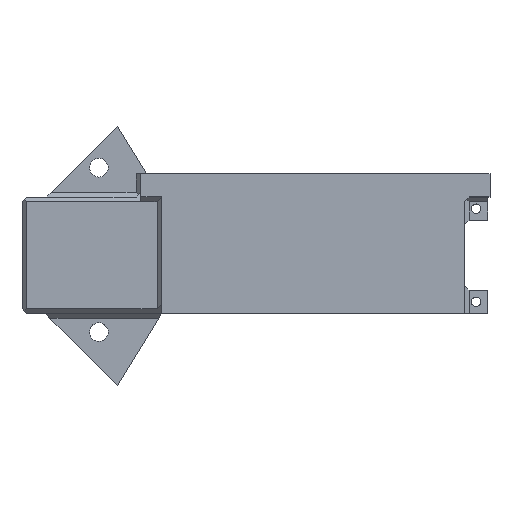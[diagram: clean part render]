
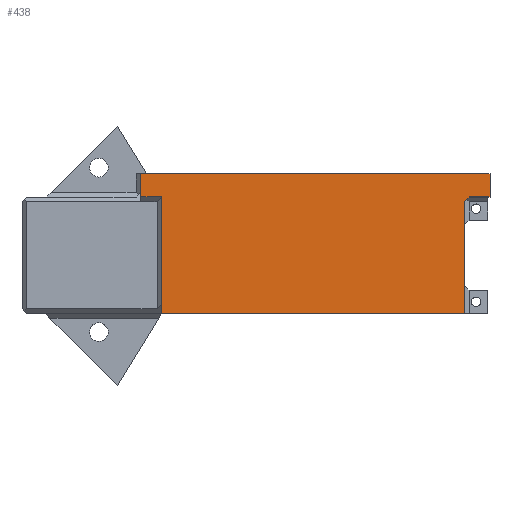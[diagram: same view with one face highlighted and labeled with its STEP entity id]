
A CAD part, top view. The second image highlights one B-rep face of the part: STEP entity #438.
In plain terms, the highlighted planar face has unit normal (0, 0, 1).
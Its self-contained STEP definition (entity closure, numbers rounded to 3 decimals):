
#21 = LINE ( 'NONE', #1520, #1248 ) ;
#25 = CARTESIAN_POINT ( 'NONE',  ( 25.322, 24., 26.747 ) ) ;
#27 = LINE ( 'NONE', #74, #1350 ) ;
#28 = DIRECTION ( 'NONE',  ( 0.707, 0.707, 0. ) ) ;
#74 = CARTESIAN_POINT ( 'NONE',  ( 30.822, 25., 26.747 ) ) ;
#81 = ORIENTED_EDGE ( 'NONE', *, *, #1415, .T. ) ;
#117 = EDGE_LOOP ( 'NONE', ( #579, #1829, #2217, #81, #2277, #2395, #330, #2042, #812 ) ) ;
#197 = LINE ( 'NONE', #1180, #315 ) ;
#215 = VECTOR ( 'NONE', #1960, 1000. ) ;
#239 = CARTESIAN_POINT ( 'NONE',  ( -39.678, 0., 26.747 ) ) ;
#242 = VECTOR ( 'NONE', #28, 1000. ) ;
#315 = VECTOR ( 'NONE', #1403, 1000. ) ;
#317 = DIRECTION ( 'NONE',  ( 0., 1., 0. ) ) ;
#330 = ORIENTED_EDGE ( 'NONE', *, *, #1914, .F. ) ;
#375 = EDGE_CURVE ( 'NONE', #981, #840, #770, .T. ) ;
#389 = VECTOR ( 'NONE', #730, 1000. ) ;
#438 = ADVANCED_FACE ( 'NONE', ( #2308 ), #1655, .F. ) ;
#444 = CARTESIAN_POINT ( 'NONE',  ( 26.322, 25., 26.747 ) ) ;
#445 = EDGE_CURVE ( 'NONE', #1255, #1004, #27, .T. ) ;
#461 = LINE ( 'NONE', #501, #2823 ) ;
#471 = CARTESIAN_POINT ( 'NONE',  ( 15.661, 14.339, 26.747 ) ) ;
#501 = CARTESIAN_POINT ( 'NONE',  ( -39.678, 25., 26.747 ) ) ;
#524 = CARTESIAN_POINT ( 'NONE',  ( 25.322, 30., 26.747 ) ) ;
#527 = DIRECTION ( 'NONE',  ( -1., 0., 0. ) ) ;
#552 = CARTESIAN_POINT ( 'NONE',  ( 0., 30., 26.747 ) ) ;
#579 = ORIENTED_EDGE ( 'NONE', *, *, #1470, .T. ) ;
#713 = DIRECTION ( 'NONE',  ( 1., 0., 0. ) ) ;
#730 = DIRECTION ( 'NONE',  ( 0., -1., 0. ) ) ;
#732 = CARTESIAN_POINT ( 'NONE',  ( 30.822, 30., 26.747 ) ) ;
#758 = DIRECTION ( 'NONE',  ( 0., 0., -1. ) ) ;
#770 = LINE ( 'NONE', #471, #242 ) ;
#783 = CARTESIAN_POINT ( 'NONE',  ( 30.822, 25., 26.747 ) ) ;
#812 = ORIENTED_EDGE ( 'NONE', *, *, #1374, .T. ) ;
#840 = VERTEX_POINT ( 'NONE', #444 ) ;
#981 = VERTEX_POINT ( 'NONE', #25 ) ;
#1004 = VERTEX_POINT ( 'NONE', #732 ) ;
#1055 = VERTEX_POINT ( 'NONE', #2542 ) ;
#1180 = CARTESIAN_POINT ( 'NONE',  ( 0., 30., 26.747 ) ) ;
#1248 = VECTOR ( 'NONE', #1743, 1000. ) ;
#1255 = VERTEX_POINT ( 'NONE', #783 ) ;
#1270 = CARTESIAN_POINT ( 'NONE',  ( -44.178, 25., 26.747 ) ) ;
#1320 = CARTESIAN_POINT ( 'NONE',  ( 25.322, 0., 26.747 ) ) ;
#1330 = AXIS2_PLACEMENT_3D ( 'NONE', #552, #758, #527 ) ;
#1350 = VECTOR ( 'NONE', #317, 1000. ) ;
#1370 = VERTEX_POINT ( 'NONE', #2207 ) ;
#1374 = EDGE_CURVE ( 'NONE', #1055, #2869, #2342, .T. ) ;
#1403 = DIRECTION ( 'NONE',  ( 1., 0., 0. ) ) ;
#1414 = VERTEX_POINT ( 'NONE', #1320 ) ;
#1415 = EDGE_CURVE ( 'NONE', #840, #1255, #21, .T. ) ;
#1470 = EDGE_CURVE ( 'NONE', #2869, #1414, #2260, .T. ) ;
#1520 = CARTESIAN_POINT ( 'NONE',  ( 25.322, 25., 26.747 ) ) ;
#1545 = CARTESIAN_POINT ( 'NONE',  ( 0., 0., 26.747 ) ) ;
#1655 = PLANE ( 'NONE',  #1330 ) ;
#1672 = VECTOR ( 'NONE', #1974, 1000. ) ;
#1729 = VECTOR ( 'NONE', #2894, 1000. ) ;
#1733 = CARTESIAN_POINT ( 'NONE',  ( -39.678, 30., 26.747 ) ) ;
#1742 = EDGE_CURVE ( 'NONE', #2355, #1004, #197, .T. ) ;
#1743 = DIRECTION ( 'NONE',  ( 1., 0., 0. ) ) ;
#1829 = ORIENTED_EDGE ( 'NONE', *, *, #2387, .F. ) ;
#1914 = EDGE_CURVE ( 'NONE', #1370, #2355, #2698, .T. ) ;
#1960 = DIRECTION ( 'NONE',  ( 0., 1., 0. ) ) ;
#1974 = DIRECTION ( 'NONE',  ( 1., 0., 0. ) ) ;
#2042 = ORIENTED_EDGE ( 'NONE', *, *, #2619, .T. ) ;
#2094 = CARTESIAN_POINT ( 'NONE',  ( -44.178, 30., 26.747 ) ) ;
#2207 = CARTESIAN_POINT ( 'NONE',  ( -44.178, 25., 26.747 ) ) ;
#2217 = ORIENTED_EDGE ( 'NONE', *, *, #375, .T. ) ;
#2260 = LINE ( 'NONE', #1545, #1672 ) ;
#2277 = ORIENTED_EDGE ( 'NONE', *, *, #445, .T. ) ;
#2308 = FACE_OUTER_BOUND ( 'NONE', #117, .T. ) ;
#2342 = LINE ( 'NONE', #1733, #1729 ) ;
#2355 = VERTEX_POINT ( 'NONE', #2094 ) ;
#2387 = EDGE_CURVE ( 'NONE', #981, #1414, #2625, .T. ) ;
#2395 = ORIENTED_EDGE ( 'NONE', *, *, #1742, .F. ) ;
#2542 = CARTESIAN_POINT ( 'NONE',  ( -39.678, 25., 26.747 ) ) ;
#2619 = EDGE_CURVE ( 'NONE', #1370, #1055, #461, .T. ) ;
#2625 = LINE ( 'NONE', #524, #389 ) ;
#2698 = LINE ( 'NONE', #1270, #215 ) ;
#2823 = VECTOR ( 'NONE', #713, 1000. ) ;
#2869 = VERTEX_POINT ( 'NONE', #239 ) ;
#2894 = DIRECTION ( 'NONE',  ( 0., -1., 0. ) ) ;
